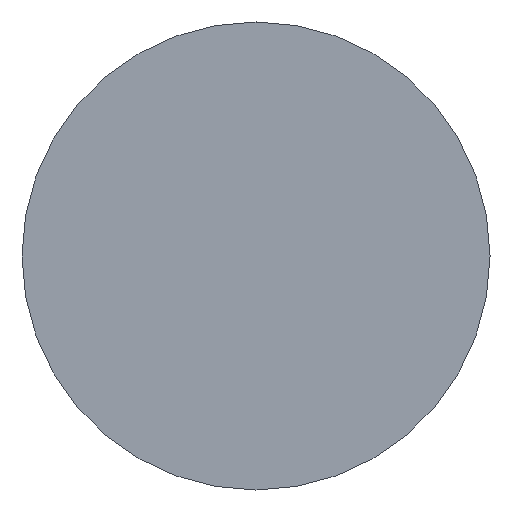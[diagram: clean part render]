
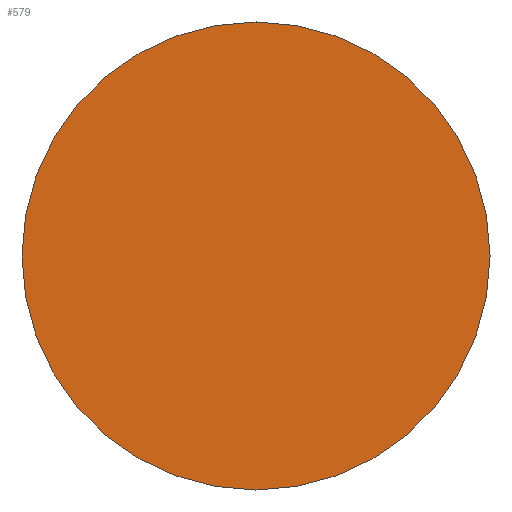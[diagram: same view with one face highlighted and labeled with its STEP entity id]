
A CAD part, front view. The second image highlights one B-rep face of the part: STEP entity #579.
In plain terms, the highlighted planar face has unit normal (0, -1, 0).
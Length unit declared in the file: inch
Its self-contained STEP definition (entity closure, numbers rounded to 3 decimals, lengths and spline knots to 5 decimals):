
#153=FACE_OUTER_BOUND('',#207,.T.);
#207=EDGE_LOOP('',(#486));
#239=CIRCLE('',#655,1.);
#287=VERTEX_POINT('',#1184);
#354=EDGE_CURVE('',#287,#287,#239,.T.);
#486=ORIENTED_EDGE('',*,*,#354,.T.);
#503=PLANE('',#656);
#579=ADVANCED_FACE('',(#153),#503,.T.);
#655=AXIS2_PLACEMENT_3D('',#1185,#818,#819);
#656=AXIS2_PLACEMENT_3D('',#1186,#820,#821);
#818=DIRECTION('center_axis',(0.,-1.,0.));
#819=DIRECTION('ref_axis',(1.,0.,0.));
#820=DIRECTION('center_axis',(0.,-1.,0.));
#821=DIRECTION('ref_axis',(1.,0.,0.));
#1184=CARTESIAN_POINT('',(1.,-5.64869,0.));
#1185=CARTESIAN_POINT('Origin',(0.,-5.64869,
0.));
#1186=CARTESIAN_POINT('Origin',(0.9,-5.64869,0.));
